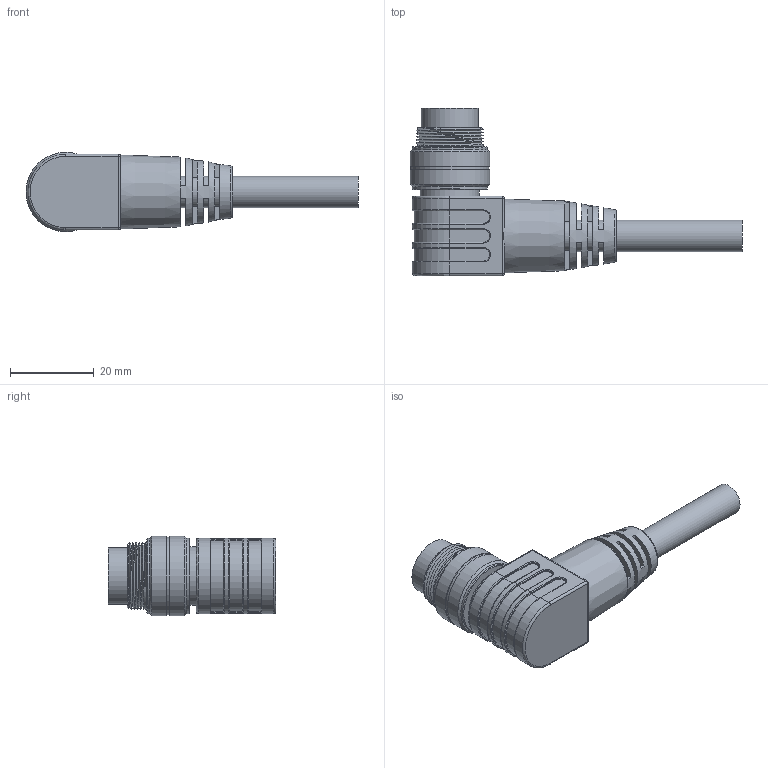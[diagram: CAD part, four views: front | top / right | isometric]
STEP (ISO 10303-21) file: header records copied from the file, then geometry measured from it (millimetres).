
FILE_DESCRIPTION (( 'STEP AP203' ), '1' );
FILE_NAME ('DWLZ8-¡ÁP00.STEP', '2021-05-18T08:31:45', ( 'AutoBVT' ), ( 'Microsoft' ), 'SwSTEP 2.0', 'SolidWorks 2017', '' );
FILE_SCHEMA (( 'CONFIG_CONTROL_DESIGN' ));
Length unit declared in the file: millimetre
Products named in the file (1): DWLZ8-℅P00
Bounding box: 79.3 x 40 x 19 mm (x, y, z)
Volume: 16434.7 mm3; surface area: 7496.6 mm2
Topology: 1 solids, 1 shells, 163 faces, 410 edges, 251 vertices
Faces by surface type: cylinder 63, plane 63, bspline 21, sphere 9, cone 7
Full cylindrical faces by diameter (mm): 1.5 x8, 7.5 x1, 12.4 x1, 13.6 x1, 14 x2, 16 x1, 18 x2, 18.6 x1, 19 x2
Entity records: 6359 total; most frequent: CARTESIAN_POINT 2843, DIRECTION 724, ORIENTED_EDGE 666, EDGE_CURVE 333, AXIS2_PLACEMENT_3D 293, VERTEX_POINT 223, EDGE_LOOP 214, FACE_OUTER_BOUND 183
